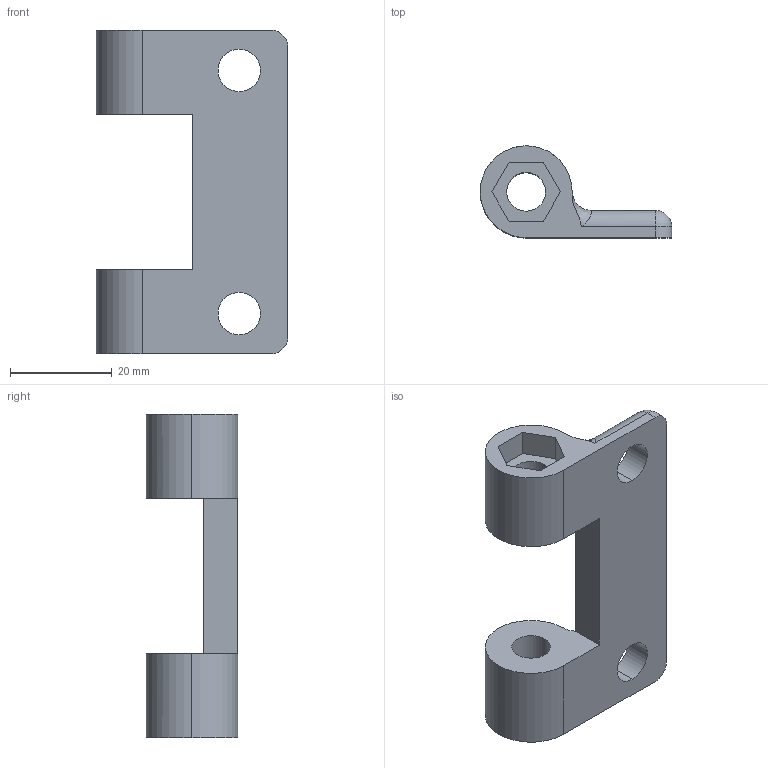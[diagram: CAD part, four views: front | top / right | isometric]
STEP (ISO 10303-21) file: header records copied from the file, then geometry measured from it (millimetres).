
FILE_DESCRIPTION (( 'STEP AP203' ), '1' );
FILE_NAME ('655077b.SLDPRT.step', '2003-10-13T11:35:08', ( 'Jerry Winters' ), ( 'GoEngineer' ), 'SwSTEP 2.0', 'SolidWorks 2003174', '' );
FILE_SCHEMA (( 'CONFIG_CONTROL_DESIGN' ));
Length unit declared in the file: inch
Products named in the file (1): 655077b.SLDPRT
Bounding box: 37.59 x 18.03 x 63.5 mm (x, y, z)
Volume: 12572.3 mm3; surface area: 6749.2 mm2
Topology: 1 solids, 1 shells, 47 faces, 122 edges, 77 vertices
Faces by surface type: plane 22, cylinder 21, bspline 2, sphere 2
Entity records: 4241 total; most frequent: CARTESIAN_POINT 2992, DIRECTION 243, ORIENTED_EDGE 240, EDGE_CURVE 120, AXIS2_PLACEMENT_3D 85, VERTEX_POINT 77, LINE 73, VECTOR 73
